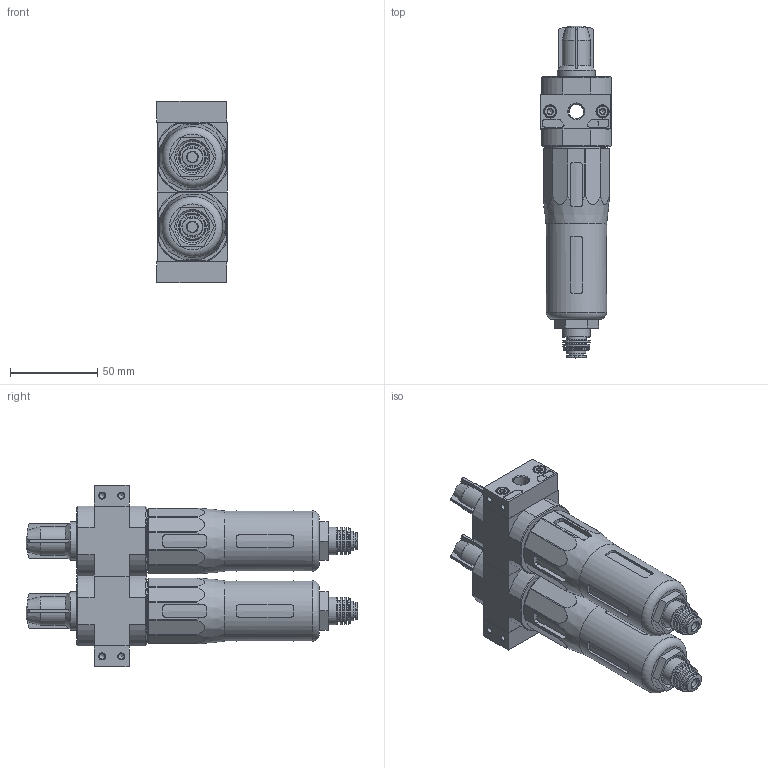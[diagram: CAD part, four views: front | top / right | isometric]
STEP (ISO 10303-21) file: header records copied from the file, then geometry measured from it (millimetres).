
FILE_DESCRIPTION(/* description */ ('STEP AP214'),/* implementation_level */ '2;1');
FILE_NAME(/* name */ '532873_LFMBA-1_8-D-MINI-DA-A',/* time_stamp */ '2024-09-03T16:45:09+02:00',/* author */ ('License CC BY-ND 4.0'),/* organization */ ('CADENAS'),/* preprocessor_version */ 'ST-DEVELOPER v19.3',/* originating_system */ 'PARTsolutions',/* authorisation */ ' ');
FILE_SCHEMA (('AUTOMOTIVE_DESIGN {1 0 10303 214 3 1 1}'));
Length unit declared in the file: millimetre
Products named in the file (9): 532873 LFMBA-1/8-D-MINI-DA-A; 380285 PBL-1/8-D-MINI-L---(1) p1; DIN-912 - M4x16(F); 380287 PBL-1/8-D-MINI-R---(0) p1; 670982 LFMB-D-MINI-DA-A; 526489 MS4-LFR-V; 359787 LF-D-MINI; 670976 LFMA-D-MINI-DA-A; 355622 FRB-D-MINI
Assembly tree (14 placements, depth 2):
  532873 LFMBA-1/8-D-MINI-DA-A
    380285 PBL-1/8-D-MINI-L---(1) p1
    DIN-912 - M4x16(F)  x4
    380287 PBL-1/8-D-MINI-R---(0) p1
    670982 LFMB-D-MINI-DA-A
    526489 MS4-LFR-V  x2
    359787 LF-D-MINI  x2
    670976 LFMA-D-MINI-DA-A
    355622 FRB-D-MINI  x2
Bounding box: 40.4 x 190.02 x 104 mm (x, y, z)
Volume: 345433.2 mm3; surface area: 70002.5 mm2
Topology: 14 solids, 14 shells, 760 faces, 1800 edges, 1134 vertices
Faces by surface type: plane 341, cylinder 217, cone 146, torus 54, sphere 2
Full cylindrical faces by diameter (mm): 2.9 x2, 3.242 x10, 4 x6, 5.2 x6, 6 x4, 6.3 x4, 6.5 x2, 7 x4, 8.566 x2, 11 x4, 11.4 x2, 11.6 x2, 11.8 x2, 12.2 x3, 15.7 x1, 15.8 x2, 15.9 x2, 18 x2, 22 x2, 22.2 x2, 34.7 x2, 36 x2, 37 x2
Entity records: 20809 total; most frequent: CARTESIAN_POINT 4026, DIRECTION 2736, ORIENTED_EDGE 2672, EDGE_CURVE 1336, AXIS2_PLACEMENT_3D 1082, VERTEX_POINT 940, FACE_BOUND 810, EDGE_LOOP 802
